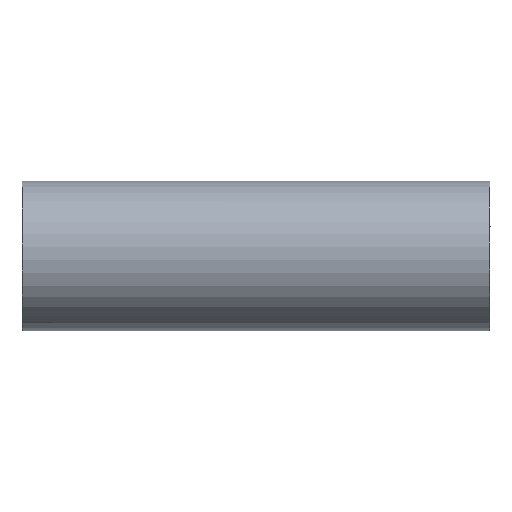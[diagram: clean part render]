
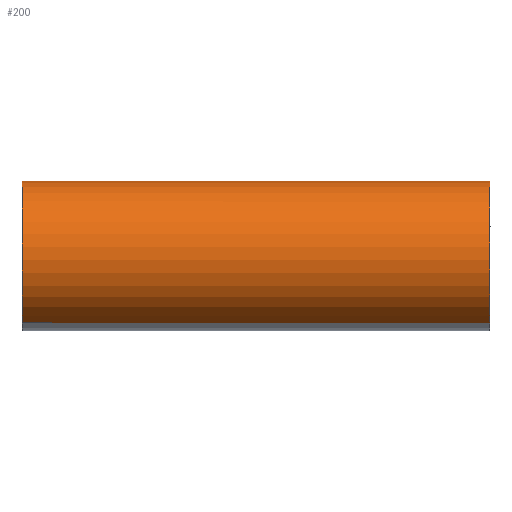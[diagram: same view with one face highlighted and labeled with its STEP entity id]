
A CAD part, top view. The second image highlights one B-rep face of the part: STEP entity #200.
In plain terms, the highlighted cylindrical face has radius 15.24 mm (diameter 30.48 mm), a partial arc.
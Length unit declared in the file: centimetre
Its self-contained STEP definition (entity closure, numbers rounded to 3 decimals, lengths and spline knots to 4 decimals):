
#6 = CARTESIAN_POINT ( 'NONE',  ( 38.652, 87.05, 0. ) ) ;
#45 = DIRECTION ( 'NONE',  ( 0., 0., 1. ) ) ;
#117 = AXIS2_PLACEMENT_3D ( 'NONE', #2734, #6349, #2309 ) ;
#200 = ADVANCED_FACE ( 'NONE', ( #5613 ), #6230, .T. ) ;
#237 = CARTESIAN_POINT ( 'NONE',  ( 46.2722, 87.05, 1.524 ) ) ;
#266 = LINE ( 'NONE', #3312, #556 ) ;
#556 = VECTOR ( 'NONE', #3227, 100. ) ;
#644 = DIRECTION ( 'NONE',  ( 1., 0., 0. ) ) ;
#715 = CARTESIAN_POINT ( 'NONE',  ( 48.177, 87.05, 1.524 ) ) ;
#748 = EDGE_CURVE ( 'NONE', #4105, #5783, #5700, .T. ) ;
#803 = ORIENTED_EDGE ( 'NONE', *, *, #2837, .F. ) ;
#1126 = DIRECTION ( 'NONE',  ( 1., 0., 0. ) ) ;
#1291 = CARTESIAN_POINT ( 'NONE',  ( 38.652, 87.05, 1.524 ) ) ;
#1635 = DIRECTION ( 'NONE',  ( 0., 0., -1. ) ) ;
#1806 = AXIS2_PLACEMENT_3D ( 'NONE', #2159, #644, #1635 ) ;
#2002 = EDGE_CURVE ( 'NONE', #3362, #2557, #266, .T. ) ;
#2159 = CARTESIAN_POINT ( 'NONE',  ( 48.177, 87.05, 0. ) ) ;
#2309 = DIRECTION ( 'NONE',  ( 0., 0., 1. ) ) ;
#2347 = EDGE_CURVE ( 'NONE', #2557, #5783, #2949, .T. ) ;
#2557 = VERTEX_POINT ( 'NONE', #5562 ) ;
#2734 = CARTESIAN_POINT ( 'NONE',  ( 46.2722, 87.05, 0. ) ) ;
#2818 = EDGE_LOOP ( 'NONE', ( #803, #6170, #3738, #3563 ) ) ;
#2837 = EDGE_CURVE ( 'NONE', #3362, #4105, #2850, .T. ) ;
#2850 = CIRCLE ( 'NONE', #1806, 1.524 ) ;
#2949 = CIRCLE ( 'NONE', #5276, 1.524 ) ;
#3060 = VECTOR ( 'NONE', #3754, 100. ) ;
#3227 = DIRECTION ( 'NONE',  ( -1., 0., 0. ) ) ;
#3312 = CARTESIAN_POINT ( 'NONE',  ( 46.2722, 87.05, -1.524 ) ) ;
#3362 = VERTEX_POINT ( 'NONE', #4643 ) ;
#3563 = ORIENTED_EDGE ( 'NONE', *, *, #748, .F. ) ;
#3738 = ORIENTED_EDGE ( 'NONE', *, *, #2347, .T. ) ;
#3754 = DIRECTION ( 'NONE',  ( -1., 0., 0. ) ) ;
#4105 = VERTEX_POINT ( 'NONE', #715 ) ;
#4643 = CARTESIAN_POINT ( 'NONE',  ( 48.177, 87.05, -1.524 ) ) ;
#5276 = AXIS2_PLACEMENT_3D ( 'NONE', #6, #1126, #45 ) ;
#5562 = CARTESIAN_POINT ( 'NONE',  ( 38.652, 87.05, -1.524 ) ) ;
#5613 = FACE_OUTER_BOUND ( 'NONE', #2818, .T. ) ;
#5700 = LINE ( 'NONE', #237, #3060 ) ;
#5783 = VERTEX_POINT ( 'NONE', #1291 ) ;
#6170 = ORIENTED_EDGE ( 'NONE', *, *, #2002, .T. ) ;
#6230 = CYLINDRICAL_SURFACE ( 'NONE', #117, 1.524 ) ;
#6349 = DIRECTION ( 'NONE',  ( -1., 0., 0. ) ) ;
